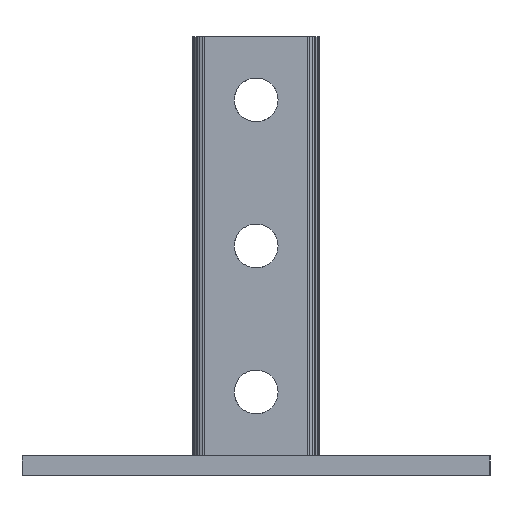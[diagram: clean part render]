
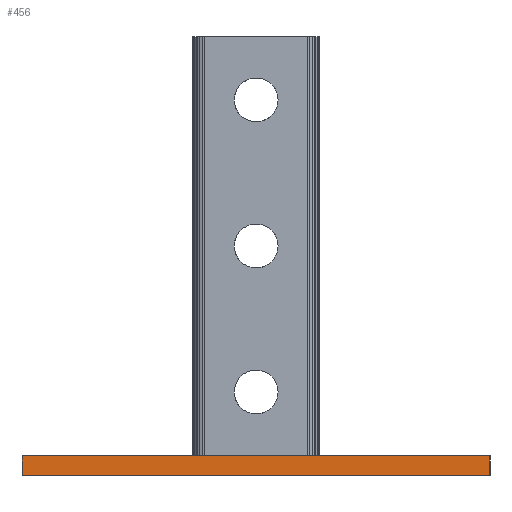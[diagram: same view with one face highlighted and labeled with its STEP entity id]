
A CAD part, left-side view. The second image highlights one B-rep face of the part: STEP entity #456.
In plain terms, the highlighted planar face has unit normal (-1, 0, 0).
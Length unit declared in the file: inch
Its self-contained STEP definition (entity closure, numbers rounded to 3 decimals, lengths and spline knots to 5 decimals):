
#456=ADVANCED_FACE('',(#940),#941,.T.);
#940=FACE_OUTER_BOUND('',#1864,.T.);
#941=PLANE('',#1865);
#1864=EDGE_LOOP('',(#3085,#3086,#3087,#3088));
#1865=AXIS2_PLACEMENT_3D('',#3089,#3090,#3091);
#3085=ORIENTED_EDGE('',*,*,#3576,.T.);
#3086=ORIENTED_EDGE('',*,*,#3506,.F.);
#3087=ORIENTED_EDGE('',*,*,#3670,.T.);
#3088=ORIENTED_EDGE('',*,*,#3231,.T.);
#3089=CARTESIAN_POINT('',(3.49285,21.41852,0.87863));
#3090=DIRECTION('',(-1.0,0.0,0.0));
#3091=DIRECTION('',(0.0,1.0,0.0));
#3231=EDGE_CURVE('',#3894,#3892,#3895,.T.);
#3506=EDGE_CURVE('',#4328,#4323,#4330,.T.);
#3576=EDGE_CURVE('',#3892,#4323,#4418,.T.);
#3670=EDGE_CURVE('',#4328,#3894,#4521,.T.);
#3892=VERTEX_POINT('',#4967);
#3894=VERTEX_POINT('',#4970);
#3895=LINE('',#4971,#4972);
#4323=VERTEX_POINT('',#6200);
#4328=VERTEX_POINT('',#6207);
#4330=LINE('',#6210,#6211);
#4418=LINE('',#6453,#6454);
#4521=LINE('',#6818,#6819);
#4967=CARTESIAN_POINT('',(3.49285,24.41852,0.62863));
#4970=CARTESIAN_POINT('',(3.49285,24.41852,0.87863));
#4971=CARTESIAN_POINT('',(3.49285,24.41852,0.87863));
#4972=VECTOR('',#6907,1.0);
#6200=CARTESIAN_POINT('',(3.49285,18.41852,0.62863));
#6207=CARTESIAN_POINT('',(3.49285,18.41852,0.87863));
#6210=CARTESIAN_POINT('',(3.49285,18.41852,0.87863));
#6211=VECTOR('',#7070,1.0);
#6453=CARTESIAN_POINT('',(3.49285,18.41852,0.62863));
#6454=VECTOR('',#7096,1.0);
#6818=CARTESIAN_POINT('',(3.49285,18.41852,0.87863));
#6819=VECTOR('',#7120,1.0);
#6907=DIRECTION('',(0.0,0.0,-1.0));
#7070=DIRECTION('',(0.0,0.0,-1.0));
#7096=DIRECTION('',(-0.0,-1.0,-0.0));
#7120=DIRECTION('',(0.0,1.0,0.0));
